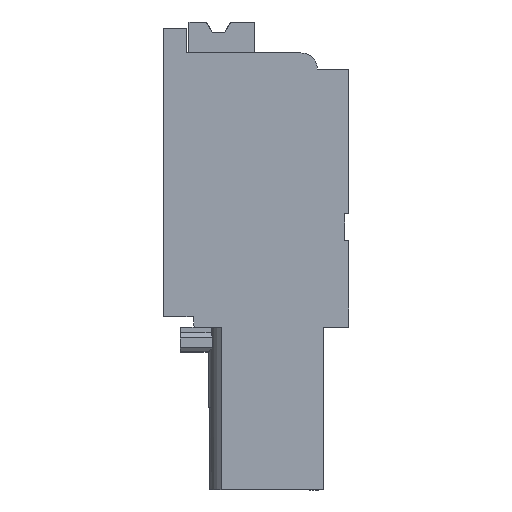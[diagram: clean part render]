
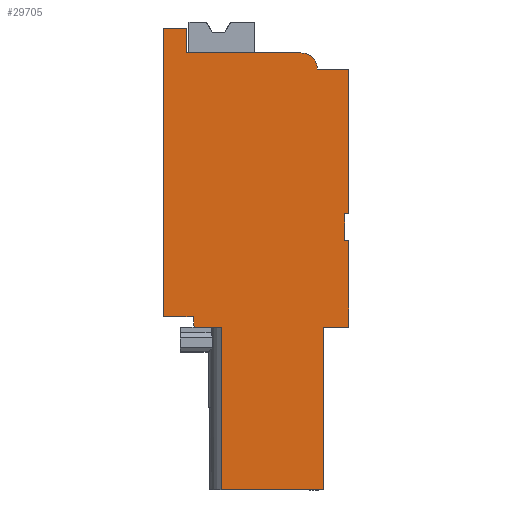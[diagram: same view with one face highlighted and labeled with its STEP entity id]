
A CAD part, left-side view. The second image highlights one B-rep face of the part: STEP entity #29705.
In plain terms, the highlighted planar face has unit normal (-1, 0, 0).
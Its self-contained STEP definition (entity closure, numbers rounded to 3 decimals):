
#5835=AXIS2_PLACEMENT_3D('Circle Axis2P3D',#5833,#5834,$) ;
#29678=AXIS2_PLACEMENT_3D('Plane Axis2P3D',#29675,#29676,#29677) ;
#40=CARTESIAN_POINT('Vertex',(0.,0.,13.4)) ;
#45=CARTESIAN_POINT('Line Origine',(0.,0.1,13.4)) ;
#49=CARTESIAN_POINT('Vertex',(0.,0.2,13.4)) ;
#83=CARTESIAN_POINT('Line Origine',(0.,0.2,12.75)) ;
#87=CARTESIAN_POINT('Vertex',(0.,0.2,12.1)) ;
#107=CARTESIAN_POINT('Line Origine',(0.,0.1,12.1)) ;
#111=CARTESIAN_POINT('Vertex',(0.,0.,12.1)) ;
#138=CARTESIAN_POINT('Line Origine',(0.,0.,10.)) ;
#142=CARTESIAN_POINT('Vertex',(0.,0.,7.9)) ;
#1537=CARTESIAN_POINT('Line Origine',(0.,0.612,7.9)) ;
#1541=CARTESIAN_POINT('Vertex',(0.,1.224,7.9)) ;
#2394=CARTESIAN_POINT('Line Origine',(0.,1.224,3.95)) ;
#2398=CARTESIAN_POINT('Vertex',(0.,1.224,0.)) ;
#4305=CARTESIAN_POINT('Line Origine',(0.,3.706,0.)) ;
#4309=CARTESIAN_POINT('Vertex',(0.,6.187,0.)) ;
#5830=CARTESIAN_POINT('Vertex',(0.,2.325,21.2)) ;
#5833=CARTESIAN_POINT('Axis2P3D Location',(0.,2.325,20.4)) ;
#5837=CARTESIAN_POINT('Vertex',(0.,1.525,20.4)) ;
#6019=CARTESIAN_POINT('Line Origine',(0.,5.087,21.2)) ;
#6023=CARTESIAN_POINT('Vertex',(0.,7.85,21.2)) ;
#7609=CARTESIAN_POINT('Line Origine',(0.,7.85,21.8)) ;
#7613=CARTESIAN_POINT('Vertex',(0.,7.85,22.4)) ;
#7640=CARTESIAN_POINT('Line Origine',(0.,8.425,22.4)) ;
#7644=CARTESIAN_POINT('Vertex',(0.,9.,22.4)) ;
#7671=CARTESIAN_POINT('Line Origine',(0.,9.,15.4)) ;
#7675=CARTESIAN_POINT('Vertex',(0.,9.,8.4)) ;
#8212=CARTESIAN_POINT('Line Origine',(0.,8.272,8.4)) ;
#8216=CARTESIAN_POINT('Vertex',(0.,7.545,8.4)) ;
#8536=CARTESIAN_POINT('Vertex',(0.,7.501,7.9)) ;
#8539=CARTESIAN_POINT('Line Origine',(0.,7.523,8.15)) ;
#8634=CARTESIAN_POINT('Vertex',(0.,6.187,7.9)) ;
#8637=CARTESIAN_POINT('Line Origine',(0.,6.844,7.9)) ;
#24918=CARTESIAN_POINT('Line Origine',(0.,0.762,20.4)) ;
#24922=CARTESIAN_POINT('Vertex',(0.,0.,20.4)) ;
#28084=CARTESIAN_POINT('Line Origine',(0.,6.187,3.95)) ;
#29675=CARTESIAN_POINT('Axis2P3D Location',(0.,0.,0.)) ;
#29680=CARTESIAN_POINT('Line Origine',(0.,0.,16.9)) ;
#46=DIRECTION('Vector Direction',(0.,1.,0.)) ;
#84=DIRECTION('Vector Direction',(0.,0.,1.)) ;
#108=DIRECTION('Vector Direction',(0.,-1.,0.)) ;
#139=DIRECTION('Vector Direction',(0.,0.,1.)) ;
#1538=DIRECTION('Vector Direction',(0.,1.,0.)) ;
#2395=DIRECTION('Vector Direction',(0.,0.,1.)) ;
#4306=DIRECTION('Vector Direction',(0.,-1.,0.)) ;
#5834=DIRECTION('Axis2P3D Direction',(-1.,-0.,0.)) ;
#6020=DIRECTION('Vector Direction',(0.,-1.,0.)) ;
#7610=DIRECTION('Vector Direction',(0.,0.,-1.)) ;
#7641=DIRECTION('Vector Direction',(0.,-1.,0.)) ;
#7672=DIRECTION('Vector Direction',(0.,0.,1.)) ;
#8213=DIRECTION('Vector Direction',(0.,-1.,0.)) ;
#8540=DIRECTION('Vector Direction',(0.,0.087,0.996)) ;
#8638=DIRECTION('Vector Direction',(0.,1.,0.)) ;
#24919=DIRECTION('Vector Direction',(0.,-1.,0.)) ;
#28085=DIRECTION('Vector Direction',(0.,0.,1.)) ;
#29676=DIRECTION('Axis2P3D Direction',(-1.,0.,0.)) ;
#29677=DIRECTION('Axis2P3D XDirection',(0.,0.,1.)) ;
#29681=DIRECTION('Vector Direction',(0.,0.,1.)) ;
#47=VECTOR('Line Direction',#46,1.) ;
#85=VECTOR('Line Direction',#84,1.) ;
#109=VECTOR('Line Direction',#108,1.) ;
#140=VECTOR('Line Direction',#139,1.) ;
#1539=VECTOR('Line Direction',#1538,1.) ;
#2396=VECTOR('Line Direction',#2395,1.) ;
#4307=VECTOR('Line Direction',#4306,1.) ;
#6021=VECTOR('Line Direction',#6020,1.) ;
#7611=VECTOR('Line Direction',#7610,1.) ;
#7642=VECTOR('Line Direction',#7641,1.) ;
#7673=VECTOR('Line Direction',#7672,1.) ;
#8214=VECTOR('Line Direction',#8213,1.) ;
#8541=VECTOR('Line Direction',#8540,1.) ;
#8639=VECTOR('Line Direction',#8638,1.) ;
#24920=VECTOR('Line Direction',#24919,1.) ;
#28086=VECTOR('Line Direction',#28085,1.) ;
#29682=VECTOR('Line Direction',#29681,1.) ;
#29686=ORIENTED_EDGE('',*,*,#29684,.T.) ;
#29687=ORIENTED_EDGE('',*,*,#24924,.T.) ;
#29688=ORIENTED_EDGE('',*,*,#5839,.T.) ;
#29689=ORIENTED_EDGE('',*,*,#6025,.T.) ;
#29690=ORIENTED_EDGE('',*,*,#7615,.T.) ;
#29691=ORIENTED_EDGE('',*,*,#7646,.T.) ;
#29692=ORIENTED_EDGE('',*,*,#7677,.T.) ;
#29693=ORIENTED_EDGE('',*,*,#8218,.T.) ;
#29694=ORIENTED_EDGE('',*,*,#8543,.T.) ;
#29695=ORIENTED_EDGE('',*,*,#8641,.T.) ;
#29696=ORIENTED_EDGE('',*,*,#28088,.F.) ;
#29697=ORIENTED_EDGE('',*,*,#4311,.T.) ;
#29698=ORIENTED_EDGE('',*,*,#2400,.T.) ;
#29699=ORIENTED_EDGE('',*,*,#1543,.T.) ;
#29700=ORIENTED_EDGE('',*,*,#144,.T.) ;
#29701=ORIENTED_EDGE('',*,*,#113,.T.) ;
#29702=ORIENTED_EDGE('',*,*,#89,.T.) ;
#29703=ORIENTED_EDGE('',*,*,#51,.T.) ;
#29705=ADVANCED_FACE('HOUSING',(#29704),#29679,.T.) ;
#5836=CIRCLE('generated circle',#5835,0.8) ;
#51=EDGE_CURVE('',#50,#41,#48,.F.) ;
#89=EDGE_CURVE('',#88,#50,#86,.T.) ;
#113=EDGE_CURVE('',#112,#88,#110,.F.) ;
#144=EDGE_CURVE('',#143,#112,#141,.T.) ;
#1543=EDGE_CURVE('',#1542,#143,#1540,.F.) ;
#2400=EDGE_CURVE('',#2399,#1542,#2397,.T.) ;
#4311=EDGE_CURVE('',#4310,#2399,#4308,.T.) ;
#5839=EDGE_CURVE('',#5838,#5831,#5836,.T.) ;
#6025=EDGE_CURVE('',#5831,#6024,#6022,.F.) ;
#7615=EDGE_CURVE('',#6024,#7614,#7612,.F.) ;
#7646=EDGE_CURVE('',#7614,#7645,#7643,.F.) ;
#7677=EDGE_CURVE('',#7645,#7676,#7674,.F.) ;
#8218=EDGE_CURVE('',#7676,#8217,#8215,.T.) ;
#8543=EDGE_CURVE('',#8217,#8537,#8542,.F.) ;
#8641=EDGE_CURVE('',#8537,#8635,#8640,.F.) ;
#24924=EDGE_CURVE('',#24923,#5838,#24921,.F.) ;
#28088=EDGE_CURVE('',#4310,#8635,#28087,.T.) ;
#29684=EDGE_CURVE('',#41,#24923,#29683,.T.) ;
#29685=EDGE_LOOP('',(#29686,#29687,#29688,#29689,#29690,#29691,#29692,#29693,#29694,#29695,#29696,#29697,#29698,#29699,#29700,#29701,#29702,#29703)) ;
#29704=FACE_OUTER_BOUND('',#29685,.T.) ;
#48=LINE('Line',#45,#47) ;
#86=LINE('Line',#83,#85) ;
#110=LINE('Line',#107,#109) ;
#141=LINE('Line',#138,#140) ;
#1540=LINE('Line',#1537,#1539) ;
#2397=LINE('Line',#2394,#2396) ;
#4308=LINE('Line',#4305,#4307) ;
#6022=LINE('Line',#6019,#6021) ;
#7612=LINE('Line',#7609,#7611) ;
#7643=LINE('Line',#7640,#7642) ;
#7674=LINE('Line',#7671,#7673) ;
#8215=LINE('Line',#8212,#8214) ;
#8542=LINE('Line',#8539,#8541) ;
#8640=LINE('Line',#8637,#8639) ;
#24921=LINE('Line',#24918,#24920) ;
#28087=LINE('Line',#28084,#28086) ;
#29683=LINE('Line',#29680,#29682) ;
#29679=PLANE('',#29678) ;
#41=VERTEX_POINT('',#40) ;
#50=VERTEX_POINT('',#49) ;
#88=VERTEX_POINT('',#87) ;
#112=VERTEX_POINT('',#111) ;
#143=VERTEX_POINT('',#142) ;
#1542=VERTEX_POINT('',#1541) ;
#2399=VERTEX_POINT('',#2398) ;
#4310=VERTEX_POINT('',#4309) ;
#5831=VERTEX_POINT('',#5830) ;
#5838=VERTEX_POINT('',#5837) ;
#6024=VERTEX_POINT('',#6023) ;
#7614=VERTEX_POINT('',#7613) ;
#7645=VERTEX_POINT('',#7644) ;
#7676=VERTEX_POINT('',#7675) ;
#8217=VERTEX_POINT('',#8216) ;
#8537=VERTEX_POINT('',#8536) ;
#8635=VERTEX_POINT('',#8634) ;
#24923=VERTEX_POINT('',#24922) ;
